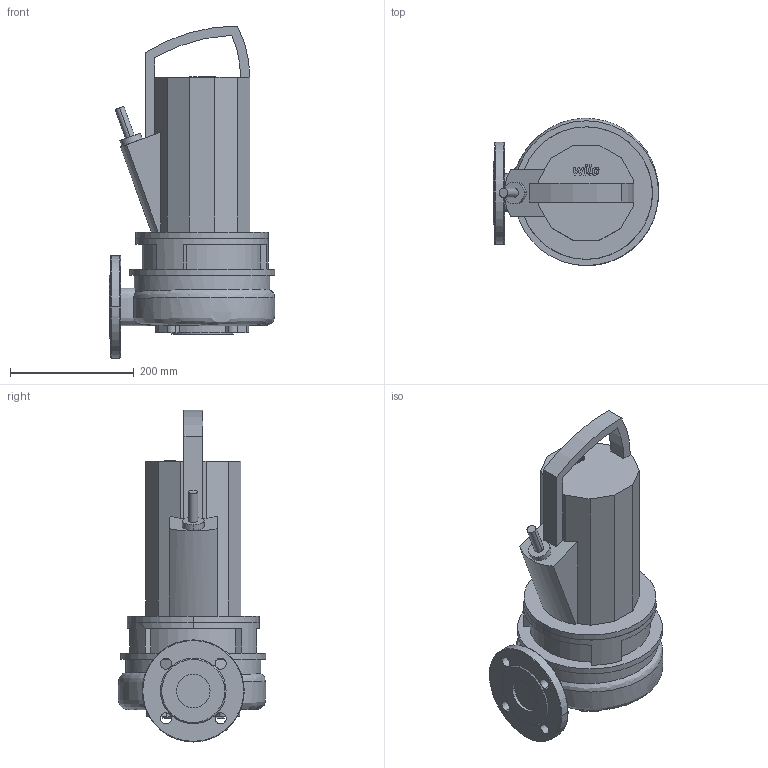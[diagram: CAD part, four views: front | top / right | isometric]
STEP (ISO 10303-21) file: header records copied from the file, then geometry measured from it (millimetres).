
FILE_DESCRIPTION((''),'2;1');
FILE_NAME('3d_PROC05DA-326_EAD1X2-T0015-540-O-6076429.stp','2016-08-05T07:42:25',(''),(''),'Mechanical Desktop 2009','Mechanical Desktop 2009',', , ');
FILE_SCHEMA(('CONFIG_CONTROL_DESIGN'));
Length unit declared in the file: millimetre
Products named in the file (1): Product
Bounding box: 267 x 238 x 536.5 mm (x, y, z)
Volume: 11723548.3 mm3; surface area: 511367.2 mm2
Topology: 8 solids, 8 shells, 173 faces, 470 edges, 318 vertices
Faces by surface type: plane 61, bspline 58, cylinder 48, torus 4, cone 2
Entity records: 9692 total; most frequent: CARTESIAN_POINT 5441, ORIENTED_EDGE 940, DIRECTION 723, EDGE_CURVE 470, VERTEX_POINT 318, VECTOR 259, LINE 259, AXIS2_PLACEMENT_3D 232
